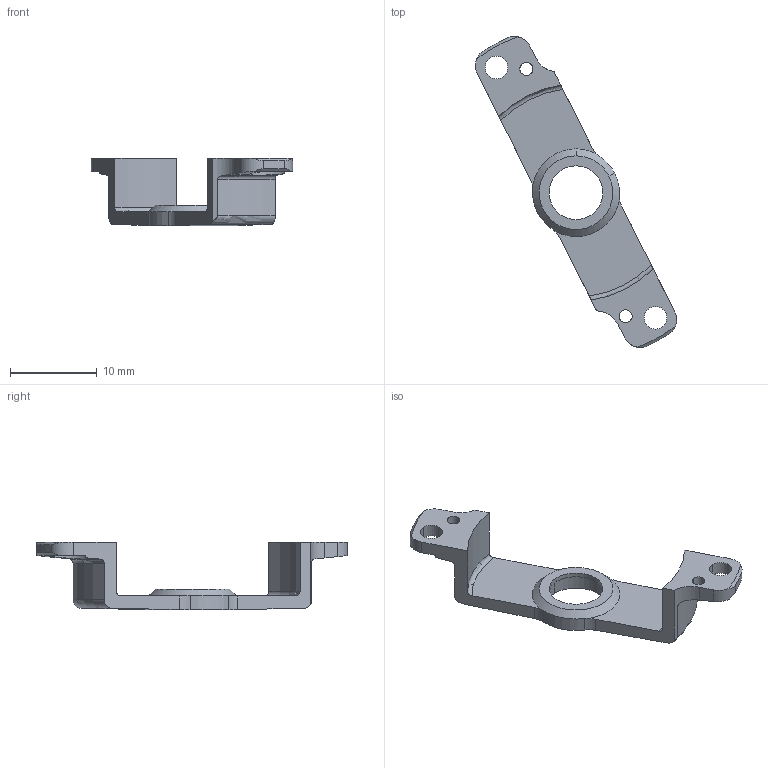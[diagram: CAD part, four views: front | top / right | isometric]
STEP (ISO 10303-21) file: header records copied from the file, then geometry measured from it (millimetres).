
FILE_DESCRIPTION((''),'2;1');
FILE_NAME('RC_IIT_010_P_018','2021-10-19T14:05:29',('silo-mech'),(''),'CREO PARAMETRIC BY PTC INC, 2020454','CREO PARAMETRIC BY PTC INC, 2020454','');
FILE_SCHEMA(('CONFIG_CONTROL_DESIGN'));
Length unit declared in the file: millimetre
Products named in the file (1): RC_IIT_010_P_018
Bounding box: 23.2 x 35.85 x 7.8 mm (x, y, z)
Volume: 560.6 mm3; surface area: 978.2 mm2
Topology: 1 solids, 1 shells, 64 faces, 182 edges, 120 vertices
Faces by surface type: cylinder 32, plane 14, cone 10, torus 8
Entity records: 2424 total; most frequent: CARTESIAN_POINT 730, ORIENTED_EDGE 364, DIRECTION 330, EDGE_CURVE 182, AXIS2_PLACEMENT_3D 136, VERTEX_POINT 120, EDGE_LOOP 74, CIRCLE 72
